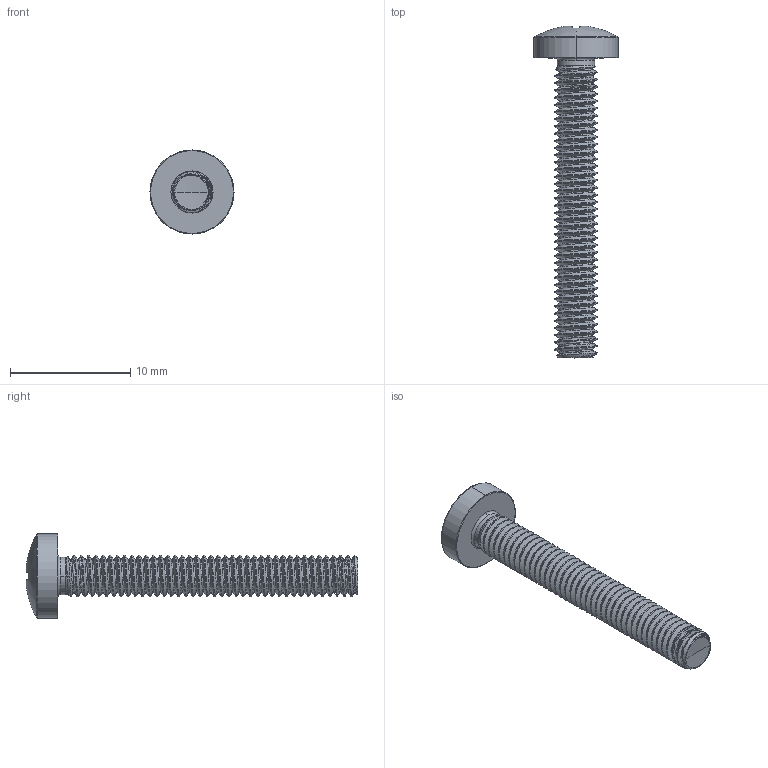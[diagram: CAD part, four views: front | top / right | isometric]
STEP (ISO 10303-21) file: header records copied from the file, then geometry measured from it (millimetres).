
FILE_DESCRIPTION (( 'STEP AP203' ), '1' );
FILE_NAME ('STM320350250.STEP', '2020-12-24T15:27:27', ( '' ), ( '' ), 'SwSTEP 2.0', 'SolidWorks 2015', '' );
FILE_SCHEMA (( 'CONFIG_CONTROL_DESIGN' ));
Products named in the file (2): STM320350250
Bounding box: 7 x 27.66 x 7 mm (x, y, z)
Volume: 271.9 mm3; surface area: 537.9 mm2
Topology: 1 solids, 1 shells, 243 faces, 601 edges, 359 vertices
Faces by surface type: cylinder 104, bspline 46, torus 34, sphere 28, plane 22, cone 9
Entity records: 37556 total; most frequent: CARTESIAN_POINT 32416, ORIENTED_EDGE 1198, DIRECTION 929, EDGE_CURVE 599, AXIS2_PLACEMENT_3D 399, VERTEX_POINT 359, EDGE_LOOP 244, FACE_OUTER_BOUND 243
